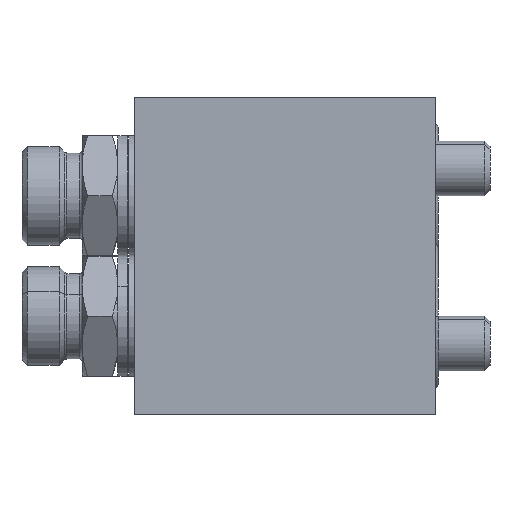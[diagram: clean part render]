
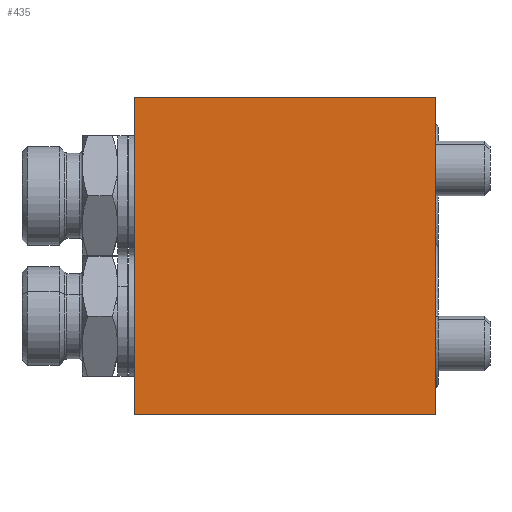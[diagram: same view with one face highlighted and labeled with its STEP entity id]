
A CAD part, left-side view. The second image highlights one B-rep face of the part: STEP entity #435.
In plain terms, the highlighted planar face has unit normal (-1, 0, 0).
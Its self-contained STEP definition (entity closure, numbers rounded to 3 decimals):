
#109 = ORIENTED_EDGE ( 'NONE', *, *, #8831, .T. ) ;
#435 = ADVANCED_FACE ( 'NONE', ( #7807 ), #2123, .F. ) ;
#613 = LINE ( 'NONE', #910, #2535 ) ;
#726 = VECTOR ( 'NONE', #6960, 1000. ) ;
#729 = DIRECTION ( 'NONE',  ( 0., 0., -1. ) ) ;
#910 = CARTESIAN_POINT ( 'NONE',  ( -43.95, -21.628, 61. ) ) ;
#1407 = ORIENTED_EDGE ( 'NONE', *, *, #4594, .F. ) ;
#2123 = PLANE ( 'NONE',  #5059 ) ;
#2244 = VERTEX_POINT ( 'NONE', #9223 ) ;
#2418 = VECTOR ( 'NONE', #4797, 1000. ) ;
#2535 = VECTOR ( 'NONE', #5236, 1000. ) ;
#2646 = CARTESIAN_POINT ( 'NONE',  ( -43.95, -21.628, 119. ) ) ;
#3565 = LINE ( 'NONE', #5298, #8847 ) ;
#3662 = CARTESIAN_POINT ( 'NONE',  ( -43.95, -21.628, 61. ) ) ;
#3985 = EDGE_CURVE ( 'NONE', #4053, #6326, #4555, .T. ) ;
#4053 = VERTEX_POINT ( 'NONE', #8517 ) ;
#4055 = CARTESIAN_POINT ( 'NONE',  ( -43.95, -21.628, 119. ) ) ;
#4354 = EDGE_CURVE ( 'NONE', #8390, #6326, #613, .T. ) ;
#4555 = LINE ( 'NONE', #2646, #726 ) ;
#4594 = EDGE_CURVE ( 'NONE', #2244, #4053, #8598, .T. ) ;
#4797 = DIRECTION ( 'NONE',  ( 0., -1., 0. ) ) ;
#4924 = ORIENTED_EDGE ( 'NONE', *, *, #4354, .T. ) ;
#5050 = DIRECTION ( 'NONE',  ( 1., 0., 0. ) ) ;
#5059 = AXIS2_PLACEMENT_3D ( 'NONE', #7903, #5050, #729 ) ;
#5236 = DIRECTION ( 'NONE',  ( 0., -1., 0. ) ) ;
#5298 = CARTESIAN_POINT ( 'NONE',  ( -43.95, 33.372, 119. ) ) ;
#5360 = CARTESIAN_POINT ( 'NONE',  ( -43.95, 33.372, 61. ) ) ;
#6326 = VERTEX_POINT ( 'NONE', #3662 ) ;
#6426 = ORIENTED_EDGE ( 'NONE', *, *, #3985, .F. ) ;
#6861 = DIRECTION ( 'NONE',  ( 0., 0., -1. ) ) ;
#6960 = DIRECTION ( 'NONE',  ( 0., 0., -1. ) ) ;
#7807 = FACE_OUTER_BOUND ( 'NONE', #8738, .T. ) ;
#7903 = CARTESIAN_POINT ( 'NONE',  ( -43.95, -21.628, 119. ) ) ;
#8390 = VERTEX_POINT ( 'NONE', #5360 ) ;
#8517 = CARTESIAN_POINT ( 'NONE',  ( -43.95, -21.628, 119. ) ) ;
#8598 = LINE ( 'NONE', #4055, #2418 ) ;
#8738 = EDGE_LOOP ( 'NONE', ( #4924, #6426, #1407, #109 ) ) ;
#8831 = EDGE_CURVE ( 'NONE', #2244, #8390, #3565, .T. ) ;
#8847 = VECTOR ( 'NONE', #6861, 1000. ) ;
#9223 = CARTESIAN_POINT ( 'NONE',  ( -43.95, 33.372, 119. ) ) ;
